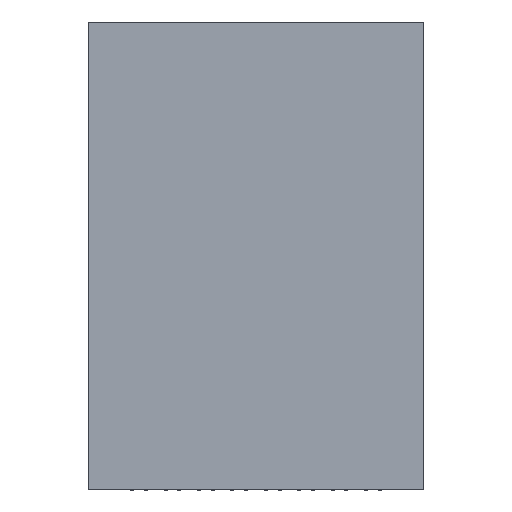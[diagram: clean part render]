
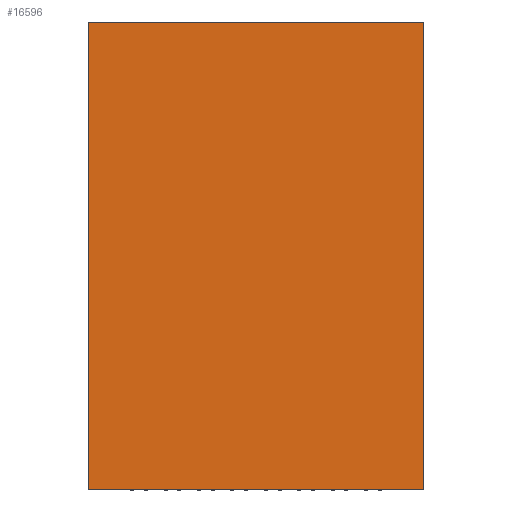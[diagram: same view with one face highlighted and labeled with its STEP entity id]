
A CAD part, top view. The second image highlights one B-rep face of the part: STEP entity #16596.
In plain terms, the highlighted face is planar.
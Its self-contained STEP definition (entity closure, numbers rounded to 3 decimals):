
#1174=FACE_OUTER_BOUND('',#2098,.T.);
#2098=EDGE_LOOP('',(#14522,#14523,#14524,#14525));
#4177=LINE('',#27398,#5963);
#4188=LINE('',#27421,#5974);
#4279=LINE('',#27635,#6065);
#4431=LINE('',#27978,#6217);
#5963=VECTOR('',#21886,7.);
#5974=VECTOR('',#21901,5.);
#6065=VECTOR('',#22122,7.);
#6217=VECTOR('',#22468,5.);
#7704=VERTEX_POINT('',#27395);
#7705=VERTEX_POINT('',#27397);
#7715=VERTEX_POINT('',#27420);
#7773=VERTEX_POINT('',#27634);
#9835=EDGE_CURVE('',#7705,#7704,#4177,.T.);
#9846=EDGE_CURVE('',#7715,#7705,#4188,.T.);
#9953=EDGE_CURVE('',#7773,#7715,#4279,.T.);
#10129=EDGE_CURVE('',#7704,#7773,#4431,.T.);
#14522=ORIENTED_EDGE('',*,*,#9835,.T.);
#14523=ORIENTED_EDGE('',*,*,#10129,.T.);
#14524=ORIENTED_EDGE('',*,*,#9953,.T.);
#14525=ORIENTED_EDGE('',*,*,#9846,.T.);
#15623=PLANE('',#18107);
#16596=ADVANCED_FACE('',(#1174),#15623,.T.);
#18107=AXIS2_PLACEMENT_3D('',#28014,#22500,#22501);
#21886=DIRECTION('',(0.,0.,1.));
#21901=DIRECTION('',(-1.,0.,0.));
#22122=DIRECTION('',(0.,0.,-1.));
#22468=DIRECTION('',(1.,0.,0.));
#22500=DIRECTION('center_axis',(0.,1.,0.));
#22501=DIRECTION('ref_axis',(1.,0.,0.));
#27395=CARTESIAN_POINT('',(-2.5,0.975,3.5));
#27397=CARTESIAN_POINT('',(-2.5,0.975,-3.5));
#27398=CARTESIAN_POINT('',(-2.5,0.975,-3.5));
#27420=CARTESIAN_POINT('',(2.5,0.975,-3.5));
#27421=CARTESIAN_POINT('',(2.5,0.975,-3.5));
#27634=CARTESIAN_POINT('',(2.5,0.975,3.5));
#27635=CARTESIAN_POINT('',(2.5,0.975,3.5));
#27978=CARTESIAN_POINT('',(-2.5,0.975,3.5));
#28014=CARTESIAN_POINT('Origin',(0.,0.975,0.));
